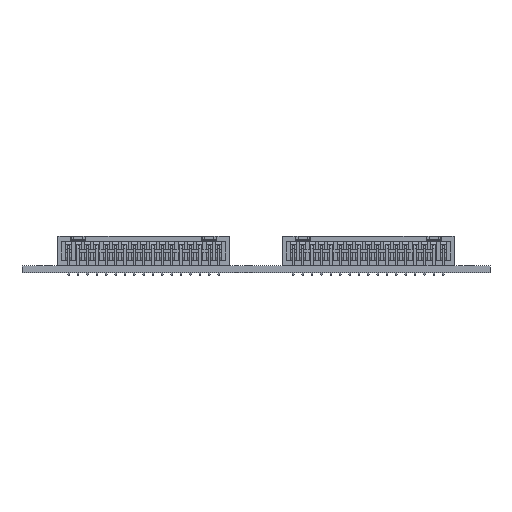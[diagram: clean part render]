
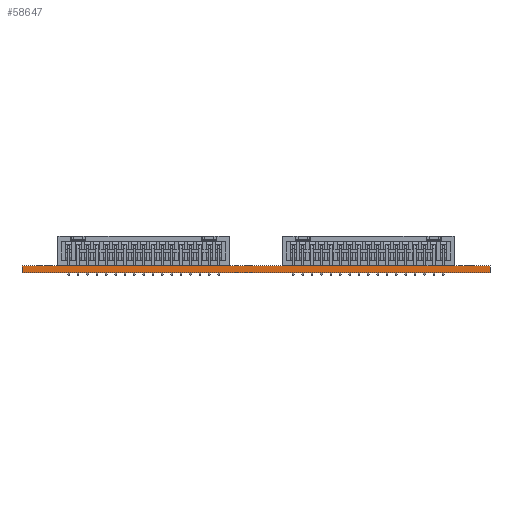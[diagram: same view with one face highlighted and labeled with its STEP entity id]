
A CAD part, front view. The second image highlights one B-rep face of the part: STEP entity #58647.
In plain terms, the highlighted planar face has unit normal (0, -1, 0).
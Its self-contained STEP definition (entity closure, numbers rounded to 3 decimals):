
#58647 = ADVANCED_FACE('',(#58648),#58682,.F.);
#58648 = FACE_BOUND('',#58649,.F.);
#58649 = EDGE_LOOP('',(#58650,#58660,#58668,#58676));
#58650 = ORIENTED_EDGE('',*,*,#58651,.T.);
#58651 = EDGE_CURVE('',#58652,#58654,#58656,.T.);
#58652 = VERTEX_POINT('',#58653);
#58653 = CARTESIAN_POINT('',(0.,0.,-1.42));
#58654 = VERTEX_POINT('',#58655);
#58655 = CARTESIAN_POINT('',(0.,0.,0.));
#58656 = LINE('',#58657,#58658);
#58657 = CARTESIAN_POINT('',(0.,0.,-1.42));
#58658 = VECTOR('',#58659,1.);
#58659 = DIRECTION('',(0.,0.,1.));
#58660 = ORIENTED_EDGE('',*,*,#58661,.T.);
#58661 = EDGE_CURVE('',#58654,#58662,#58664,.T.);
#58662 = VERTEX_POINT('',#58663);
#58663 = CARTESIAN_POINT('',(100.,0.,0.));
#58664 = LINE('',#58665,#58666);
#58665 = CARTESIAN_POINT('',(0.,0.,0.));
#58666 = VECTOR('',#58667,1.);
#58667 = DIRECTION('',(1.,0.,0.));
#58668 = ORIENTED_EDGE('',*,*,#58669,.F.);
#58669 = EDGE_CURVE('',#58670,#58662,#58672,.T.);
#58670 = VERTEX_POINT('',#58671);
#58671 = CARTESIAN_POINT('',(100.,0.,-1.42));
#58672 = LINE('',#58673,#58674);
#58673 = CARTESIAN_POINT('',(100.,0.,-1.42));
#58674 = VECTOR('',#58675,1.);
#58675 = DIRECTION('',(0.,0.,1.));
#58676 = ORIENTED_EDGE('',*,*,#58677,.F.);
#58677 = EDGE_CURVE('',#58652,#58670,#58678,.T.);
#58678 = LINE('',#58679,#58680);
#58679 = CARTESIAN_POINT('',(0.,0.,-1.42));
#58680 = VECTOR('',#58681,1.);
#58681 = DIRECTION('',(1.,0.,0.));
#58682 = PLANE('',#58683);
#58683 = AXIS2_PLACEMENT_3D('',#58684,#58685,#58686);
#58684 = CARTESIAN_POINT('',(0.,0.,-1.42));
#58685 = DIRECTION('',(0.,1.,0.));
#58686 = DIRECTION('',(1.,0.,0.));
